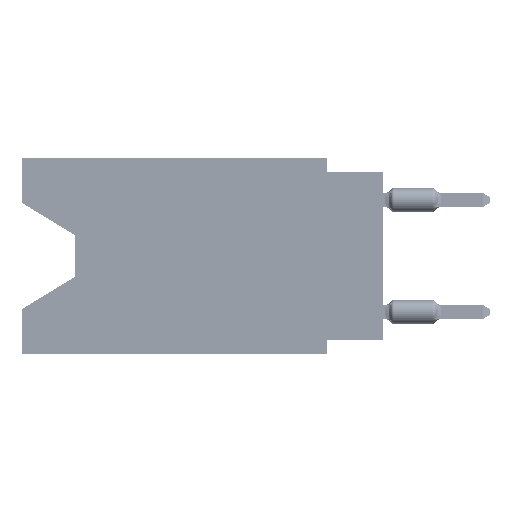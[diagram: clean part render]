
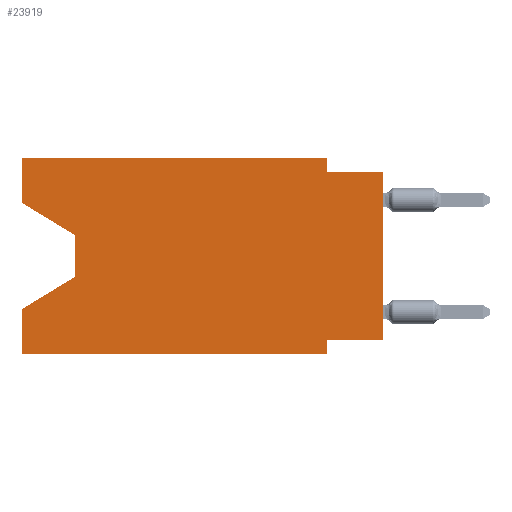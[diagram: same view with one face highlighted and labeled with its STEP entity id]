
A CAD part, left-side view. The second image highlights one B-rep face of the part: STEP entity #23919.
In plain terms, the highlighted planar face has unit normal (-1, 0, 0).
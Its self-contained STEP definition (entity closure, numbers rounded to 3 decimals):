
#727 = FACE_OUTER_BOUND ( 'NONE', #12481, .T. ) ;
#1536 = ORIENTED_EDGE ( 'NONE', *, *, #61249, .T. ) ;
#3863 = VERTEX_POINT ( 'NONE', #33159 ) ;
#4354 = CARTESIAN_POINT ( 'NONE',  ( 0., 0., -8.255 ) ) ;
#4692 = ORIENTED_EDGE ( 'NONE', *, *, #41784, .F. ) ;
#4817 = LINE ( 'NONE', #28776, #32788 ) ;
#4999 = DIRECTION ( 'NONE',  ( 0., 0., -1. ) ) ;
#5137 = CARTESIAN_POINT ( 'NONE',  ( 0., 16.383, -2.038 ) ) ;
#5476 = VERTEX_POINT ( 'NONE', #7292 ) ;
#5953 = EDGE_CURVE ( 'NONE', #53756, #64372, #9742, .T. ) ;
#6189 = CARTESIAN_POINT ( 'NONE',  ( 0., 13.97, -5.385 ) ) ;
#7292 = CARTESIAN_POINT ( 'NONE',  ( 0., 2.54, -0.635 ) ) ;
#9607 = ORIENTED_EDGE ( 'NONE', *, *, #63787, .F. ) ;
#9742 = LINE ( 'NONE', #5137, #56571 ) ;
#9808 = LINE ( 'NONE', #50505, #56196 ) ;
#10151 = DIRECTION ( 'NONE',  ( 0., 0.855, -0.519 ) ) ;
#10871 = DIRECTION ( 'NONE',  ( 0., -1., 0. ) ) ;
#10922 = CARTESIAN_POINT ( 'NONE',  ( 0., 16.383, 0. ) ) ;
#12234 = EDGE_CURVE ( 'NONE', #64372, #37062, #54517, .T. ) ;
#12481 = EDGE_LOOP ( 'NONE', ( #24916, #18658, #35273, #30610, #1536, #25671, #4692, #24854, #9607, #62879, #34059, #59803 ) ) ;
#13052 = CARTESIAN_POINT ( 'NONE',  ( 0., 16.383, -2.038 ) ) ;
#13575 = LINE ( 'NONE', #62815, #63105 ) ;
#13746 = VERTEX_POINT ( 'NONE', #32893 ) ;
#13842 = CARTESIAN_POINT ( 'NONE',  ( 0., 16.383, 0. ) ) ;
#13970 = CARTESIAN_POINT ( 'NONE',  ( 0., 0., -0.635 ) ) ;
#14293 = DIRECTION ( 'NONE',  ( 0., -1., 0. ) ) ;
#15532 = EDGE_CURVE ( 'NONE', #37062, #13746, #35100, .T. ) ;
#15787 = CARTESIAN_POINT ( 'NONE',  ( 0., 16.383, 0. ) ) ;
#16112 = LINE ( 'NONE', #15787, #64340 ) ;
#16487 = DIRECTION ( 'NONE',  ( 0., 0., 1. ) ) ;
#18172 = CARTESIAN_POINT ( 'NONE',  ( 0., 13.97, -5.385 ) ) ;
#18658 = ORIENTED_EDGE ( 'NONE', *, *, #12234, .T. ) ;
#19441 = LINE ( 'NONE', #4354, #58271 ) ;
#20467 = EDGE_CURVE ( 'NONE', #21572, #5476, #4817, .T. ) ;
#21572 = VERTEX_POINT ( 'NONE', #37358 ) ;
#21715 = LINE ( 'NONE', #10922, #28521 ) ;
#21950 = VECTOR ( 'NONE', #10151, 1000. ) ;
#22347 = VERTEX_POINT ( 'NONE', #40183 ) ;
#22438 = LINE ( 'NONE', #42490, #47291 ) ;
#23919 = ADVANCED_FACE ( 'NONE', ( #727 ), #35518, .F. ) ;
#24818 = EDGE_CURVE ( 'NONE', #34667, #3863, #9808, .T. ) ;
#24854 = ORIENTED_EDGE ( 'NONE', *, *, #24818, .T. ) ;
#24916 = ORIENTED_EDGE ( 'NONE', *, *, #5953, .T. ) ;
#24935 = VERTEX_POINT ( 'NONE', #44295 ) ;
#25281 = CARTESIAN_POINT ( 'NONE',  ( 0., 13.97, -3.505 ) ) ;
#25671 = ORIENTED_EDGE ( 'NONE', *, *, #34605, .F. ) ;
#25884 = CARTESIAN_POINT ( 'NONE',  ( 0., 0., -8.255 ) ) ;
#26124 = VERTEX_POINT ( 'NONE', #13842 ) ;
#26494 = DIRECTION ( 'NONE',  ( 0., -1., 0. ) ) ;
#28521 = VECTOR ( 'NONE', #16487, 1000. ) ;
#28664 = DIRECTION ( 'NONE',  ( 0., 0., 1. ) ) ;
#28776 = CARTESIAN_POINT ( 'NONE',  ( 0., 2.54, 0. ) ) ;
#28820 = EDGE_CURVE ( 'NONE', #24935, #13746, #22438, .T. ) ;
#30610 = ORIENTED_EDGE ( 'NONE', *, *, #28820, .F. ) ;
#30825 = VECTOR ( 'NONE', #14293, 1000. ) ;
#32788 = VECTOR ( 'NONE', #44864, 1000. ) ;
#32893 = CARTESIAN_POINT ( 'NONE',  ( 0., 16.383, -6.852 ) ) ;
#33159 = CARTESIAN_POINT ( 'NONE',  ( 0., 0., -0.635 ) ) ;
#34059 = ORIENTED_EDGE ( 'NONE', *, *, #47572, .F. ) ;
#34605 = EDGE_CURVE ( 'NONE', #22347, #62957, #48577, .T. ) ;
#34667 = VERTEX_POINT ( 'NONE', #25884 ) ;
#34970 = LINE ( 'NONE', #13970, #30825 ) ;
#35100 = LINE ( 'NONE', #6189, #21950 ) ;
#35273 = ORIENTED_EDGE ( 'NONE', *, *, #15532, .T. ) ;
#35518 = PLANE ( 'NONE',  #61480 ) ;
#37062 = VERTEX_POINT ( 'NONE', #18172 ) ;
#37358 = CARTESIAN_POINT ( 'NONE',  ( 0., 2.54, 0. ) ) ;
#40183 = CARTESIAN_POINT ( 'NONE',  ( 0., 2.54, -8.255 ) ) ;
#40706 = DIRECTION ( 'NONE',  ( 0., 0., -1. ) ) ;
#41784 = EDGE_CURVE ( 'NONE', #34667, #22347, #19441, .T. ) ;
#42490 = CARTESIAN_POINT ( 'NONE',  ( 0., 16.383, 0. ) ) ;
#43660 = DIRECTION ( 'NONE',  ( 0., 0., -1. ) ) ;
#44295 = CARTESIAN_POINT ( 'NONE',  ( 0., 16.383, -8.89 ) ) ;
#44864 = DIRECTION ( 'NONE',  ( 0., 0., -1. ) ) ;
#45702 = DIRECTION ( 'NONE',  ( 1., 0., 0. ) ) ;
#47162 = VECTOR ( 'NONE', #43660, 1000. ) ;
#47291 = VECTOR ( 'NONE', #28664, 1000. ) ;
#47572 = EDGE_CURVE ( 'NONE', #26124, #21572, #16112, .T. ) ;
#48577 = LINE ( 'NONE', #54469, #47162 ) ;
#50505 = CARTESIAN_POINT ( 'NONE',  ( 0., 0., 0. ) ) ;
#50757 = DIRECTION ( 'NONE',  ( 0., -0.855, -0.519 ) ) ;
#53756 = VERTEX_POINT ( 'NONE', #13052 ) ;
#54469 = CARTESIAN_POINT ( 'NONE',  ( 0., 2.54, -8.89 ) ) ;
#54517 = LINE ( 'NONE', #25281, #63448 ) ;
#56196 = VECTOR ( 'NONE', #63963, 1000. ) ;
#56571 = VECTOR ( 'NONE', #50757, 1000. ) ;
#56954 = CARTESIAN_POINT ( 'NONE',  ( 0., 2.54, -8.89 ) ) ;
#58271 = VECTOR ( 'NONE', #59799, 1000. ) ;
#59799 = DIRECTION ( 'NONE',  ( 0., 1., 0. ) ) ;
#59803 = ORIENTED_EDGE ( 'NONE', *, *, #61503, .F. ) ;
#60130 = CARTESIAN_POINT ( 'NONE',  ( 0., 16.383, 0. ) ) ;
#61249 = EDGE_CURVE ( 'NONE', #24935, #62957, #13575, .T. ) ;
#61480 = AXIS2_PLACEMENT_3D ( 'NONE', #60130, #45702, #4999 ) ;
#61503 = EDGE_CURVE ( 'NONE', #53756, #26124, #21715, .T. ) ;
#62815 = CARTESIAN_POINT ( 'NONE',  ( 0., 16.383, -8.89 ) ) ;
#62879 = ORIENTED_EDGE ( 'NONE', *, *, #20467, .F. ) ;
#62957 = VERTEX_POINT ( 'NONE', #56954 ) ;
#63105 = VECTOR ( 'NONE', #26494, 1000. ) ;
#63448 = VECTOR ( 'NONE', #40706, 1000. ) ;
#63609 = CARTESIAN_POINT ( 'NONE',  ( 0., 13.97, -3.505 ) ) ;
#63787 = EDGE_CURVE ( 'NONE', #5476, #3863, #34970, .T. ) ;
#63963 = DIRECTION ( 'NONE',  ( 0., 0., 1. ) ) ;
#64340 = VECTOR ( 'NONE', #10871, 1000. ) ;
#64372 = VERTEX_POINT ( 'NONE', #63609 ) ;
